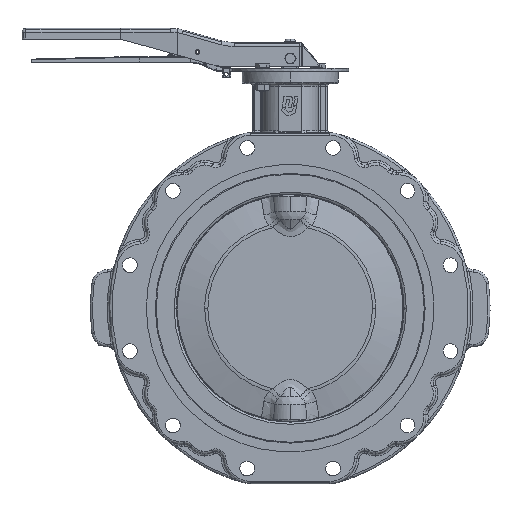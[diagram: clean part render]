
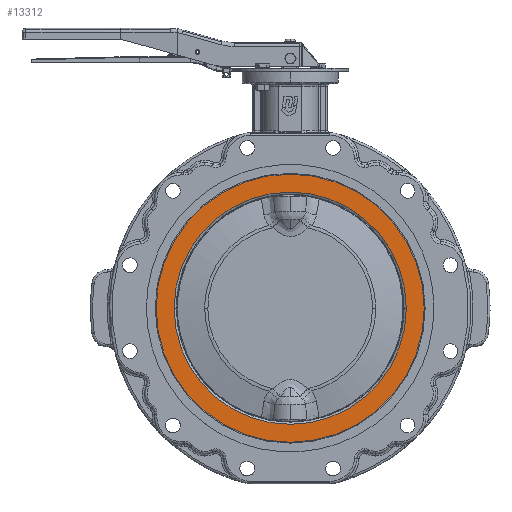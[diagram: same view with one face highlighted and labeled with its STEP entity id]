
A CAD part, left-side view. The second image highlights one B-rep face of the part: STEP entity #13312.
In plain terms, the highlighted planar face has unit normal (-1, 0, 0).
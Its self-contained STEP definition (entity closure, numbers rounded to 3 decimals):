
#10841=CARTESIAN_POINT('',(-39.1,-151.086,0.));
#10842=VERTEX_POINT('',#10841);
#10849=CARTESIAN_POINT('',(-39.1,151.086,0.));
#10850=VERTEX_POINT('',#10849);
#10851=CARTESIAN_POINT('',(-39.1,-0.,0.));
#10852=DIRECTION('',(1.,-0.,-0.));
#10853=DIRECTION('',(-0.,-1.,0.));
#10854=AXIS2_PLACEMENT_3D('',#10851,#10852,#10853);
#10855=CIRCLE('',#10854,151.086);
#10856=EDGE_CURVE('',#10850,#10842,#10855,.T.);
#12895=CARTESIAN_POINT('',(-39.1,-174.4,0.));
#12896=VERTEX_POINT('',#12895);
#12903=CARTESIAN_POINT('',(-39.1,174.4,-0.));
#12904=VERTEX_POINT('',#12903);
#12905=CARTESIAN_POINT('',(-39.1,-0.,0.));
#12906=DIRECTION('',(1.,-0.,0.));
#12907=DIRECTION('',(-0.,-1.,0.));
#12908=AXIS2_PLACEMENT_3D('',#12905,#12906,#12907);
#12909=CIRCLE('',#12908,174.4);
#12910=EDGE_CURVE('',#12896,#12904,#12909,.T.);
#13287=CARTESIAN_POINT('',(-39.1,-162.743,0.));
#13288=DIRECTION('',(-1.,0.,0.));
#13289=DIRECTION('',(0.,0.,-1.));
#13290=AXIS2_PLACEMENT_3D('',#13287,#13288,#13289);
#13291=PLANE('',#13290);
#13292=ORIENTED_EDGE('',*,*,#12910,.F.);
#13293=CARTESIAN_POINT('',(-39.1,-0.,0.));
#13294=DIRECTION('',(1.,-0.,0.));
#13295=DIRECTION('',(-0.,-1.,0.));
#13296=AXIS2_PLACEMENT_3D('',#13293,#13294,#13295);
#13297=CIRCLE('',#13296,174.4);
#13298=EDGE_CURVE('',#12904,#12896,#13297,.T.);
#13299=ORIENTED_EDGE('',*,*,#13298,.F.);
#13300=EDGE_LOOP('',(#13292,#13299));
#13301=FACE_BOUND('',#13300,.T.);
#13302=CARTESIAN_POINT('',(-39.1,-0.,0.));
#13303=DIRECTION('',(1.,-0.,-0.));
#13304=DIRECTION('',(-0.,-1.,0.));
#13305=AXIS2_PLACEMENT_3D('',#13302,#13303,#13304);
#13306=CIRCLE('',#13305,151.086);
#13307=EDGE_CURVE('',#10842,#10850,#13306,.T.);
#13308=ORIENTED_EDGE('',*,*,#13307,.T.);
#13309=ORIENTED_EDGE('',*,*,#10856,.T.);
#13310=EDGE_LOOP('',(#13308,#13309));
#13311=FACE_BOUND('',#13310,.T.);
#13312=ADVANCED_FACE('',(#13301,#13311),#13291,.T.);
